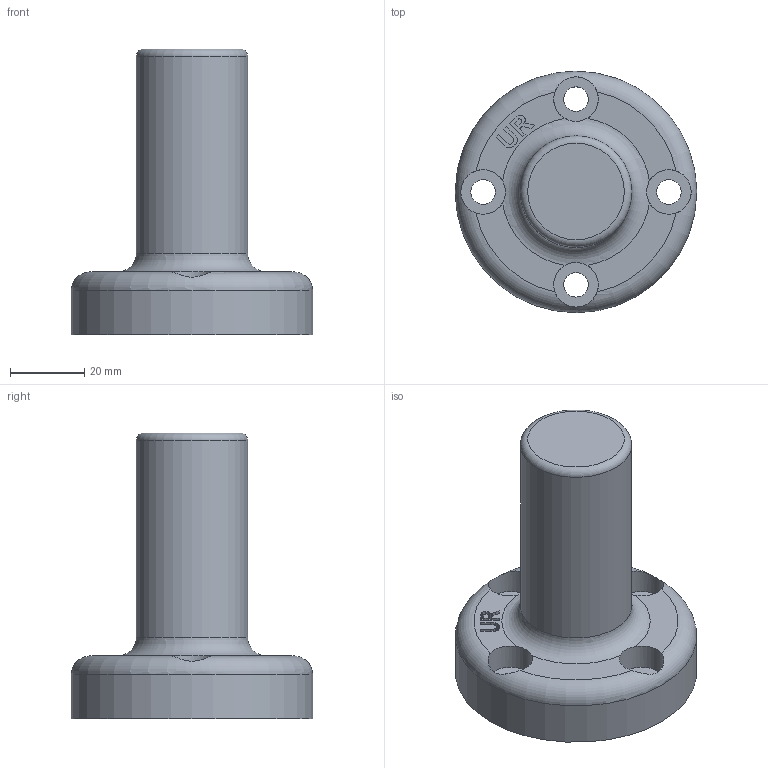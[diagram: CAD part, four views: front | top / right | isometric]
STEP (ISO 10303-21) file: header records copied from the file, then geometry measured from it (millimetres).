
FILE_DESCRIPTION(/* description */ (''),/* implementation_level */ '2;1');
FILE_NAME(/* name */ 'UR_endeffector_peg v9.step',/* time_stamp */ '2025-06-24T18:27:13+09:00',/* author */ (''),/* organization */ (''),/* preprocessor_version */ 'ST-DEVELOPER v20.1',/* originating_system */ 'Autodesk Translation Framework v14.10.0.0',/* authorisation */ '');
FILE_SCHEMA (('AUTOMOTIVE_DESIGN { 1 0 10303 214 3 1 1 }'));
Length unit declared in the file: millimetre
Products named in the file (1): UR_endeffector_peg
Bounding box: 65 x 65 x 77 mm (x, y, z)
Volume: 93683.1 mm3; surface area: 16706.5 mm2
Topology: 1 solids, 1 shells, 73 faces, 200 edges, 132 vertices
Faces by surface type: plane 30, bspline 30, cylinder 10, torus 3
Full cylindrical faces by diameter (mm): 6.6 x4, 12 x4, 30 x1, 65 x1
Entity records: 2770 total; most frequent: CARTESIAN_POINT 1056, ORIENTED_EDGE 400, DIRECTION 257, EDGE_CURVE 200, VERTEX_POINT 132, LINE 91, VECTOR 91, EDGE_LOOP 84
